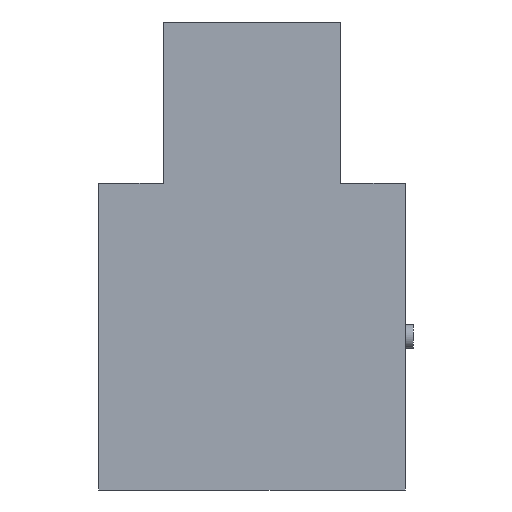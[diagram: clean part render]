
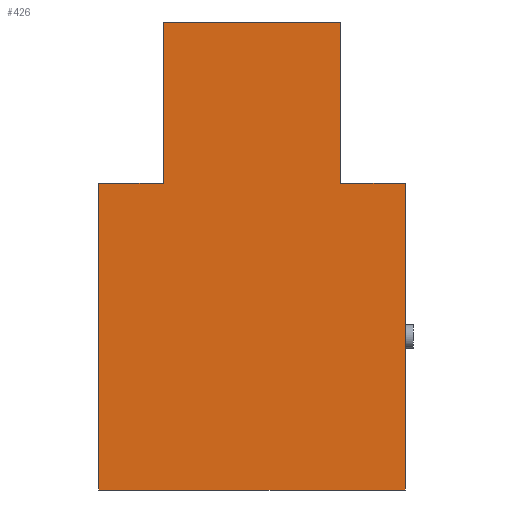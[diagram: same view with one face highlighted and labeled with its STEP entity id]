
A CAD part, front view. The second image highlights one B-rep face of the part: STEP entity #426.
In plain terms, the highlighted planar face has unit normal (0, -1, 0).
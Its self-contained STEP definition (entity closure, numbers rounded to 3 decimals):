
#7 = CARTESIAN_POINT ( 'NONE',  ( -11., 0., 39. ) ) ;
#8 = CARTESIAN_POINT ( 'NONE',  ( -11., 0., 19. ) ) ;
#21 = CARTESIAN_POINT ( 'NONE',  ( -11., 0., 39. ) ) ;
#30 = LINE ( 'NONE', #661, #94 ) ;
#32 = LINE ( 'NONE', #36, #141 ) ;
#36 = CARTESIAN_POINT ( 'NONE',  ( 11., 0., 39. ) ) ;
#60 = LINE ( 'NONE', #7, #385 ) ;
#86 = LINE ( 'NONE', #511, #355 ) ;
#93 = VERTEX_POINT ( 'NONE', #348 ) ;
#94 = VECTOR ( 'NONE', #465, 1000. ) ;
#96 = VERTEX_POINT ( 'NONE', #240 ) ;
#97 = ORIENTED_EDGE ( 'NONE', *, *, #616, .T. ) ;
#105 = VERTEX_POINT ( 'NONE', #280 ) ;
#110 = EDGE_LOOP ( 'NONE', ( #627, #457, #538, #410, #177, #238, #97, #374 ) ) ;
#113 = VERTEX_POINT ( 'NONE', #21 ) ;
#128 = CARTESIAN_POINT ( 'NONE',  ( -19., 0., -19. ) ) ;
#141 = VECTOR ( 'NONE', #489, 1000. ) ;
#173 = LINE ( 'NONE', #128, #233 ) ;
#177 = ORIENTED_EDGE ( 'NONE', *, *, #573, .F. ) ;
#190 = EDGE_CURVE ( 'NONE', #93, #529, #173, .T. ) ;
#205 = EDGE_CURVE ( 'NONE', #529, #671, #227, .T. ) ;
#225 = EDGE_CURVE ( 'NONE', #113, #105, #86, .T. ) ;
#227 = LINE ( 'NONE', #411, #341 ) ;
#231 = DIRECTION ( 'NONE',  ( 0., 0., 1. ) ) ;
#233 = VECTOR ( 'NONE', #231, 1000. ) ;
#238 = ORIENTED_EDGE ( 'NONE', *, *, #225, .F. ) ;
#240 = CARTESIAN_POINT ( 'NONE',  ( 19., 0., 19. ) ) ;
#279 = CARTESIAN_POINT ( 'NONE',  ( -19., 0., 19. ) ) ;
#280 = CARTESIAN_POINT ( 'NONE',  ( 11., 0., 39. ) ) ;
#282 = CARTESIAN_POINT ( 'NONE',  ( 0., 0., 0. ) ) ;
#289 = DIRECTION ( 'NONE',  ( 1., 0., 0. ) ) ;
#309 = EDGE_CURVE ( 'NONE', #96, #524, #30, .T. ) ;
#312 = DIRECTION ( 'NONE',  ( 1., 0., 0. ) ) ;
#315 = CARTESIAN_POINT ( 'NONE',  ( 11., 0., 19. ) ) ;
#319 = LINE ( 'NONE', #625, #642 ) ;
#323 = PLANE ( 'NONE',  #363 ) ;
#331 = EDGE_CURVE ( 'NONE', #524, #93, #319, .T. ) ;
#333 = CARTESIAN_POINT ( 'NONE',  ( 19., 0., -19. ) ) ;
#336 = VERTEX_POINT ( 'NONE', #315 ) ;
#341 = VECTOR ( 'NONE', #455, 1000. ) ;
#345 = VECTOR ( 'NONE', #312, 1000. ) ;
#348 = CARTESIAN_POINT ( 'NONE',  ( -19., 0., -19. ) ) ;
#355 = VECTOR ( 'NONE', #289, 1000. ) ;
#363 = AXIS2_PLACEMENT_3D ( 'NONE', #282, #409, #602 ) ;
#370 = CARTESIAN_POINT ( 'NONE',  ( -19., 0., 19. ) ) ;
#374 = ORIENTED_EDGE ( 'NONE', *, *, #205, .F. ) ;
#385 = VECTOR ( 'NONE', #639, 1000. ) ;
#388 = LINE ( 'NONE', #370, #345 ) ;
#409 = DIRECTION ( 'NONE',  ( 0., 1., 0. ) ) ;
#410 = ORIENTED_EDGE ( 'NONE', *, *, #623, .F. ) ;
#411 = CARTESIAN_POINT ( 'NONE',  ( -19., 0., 19. ) ) ;
#426 = ADVANCED_FACE ( 'NONE', ( #583 ), #323, .F. ) ;
#455 = DIRECTION ( 'NONE',  ( 1., 0., 0. ) ) ;
#457 = ORIENTED_EDGE ( 'NONE', *, *, #331, .F. ) ;
#465 = DIRECTION ( 'NONE',  ( 0., 0., -1. ) ) ;
#489 = DIRECTION ( 'NONE',  ( 0., 0., -1. ) ) ;
#511 = CARTESIAN_POINT ( 'NONE',  ( -11., 0., 39. ) ) ;
#524 = VERTEX_POINT ( 'NONE', #333 ) ;
#529 = VERTEX_POINT ( 'NONE', #279 ) ;
#538 = ORIENTED_EDGE ( 'NONE', *, *, #309, .F. ) ;
#573 = EDGE_CURVE ( 'NONE', #105, #336, #32, .T. ) ;
#583 = FACE_OUTER_BOUND ( 'NONE', #110, .T. ) ;
#602 = DIRECTION ( 'NONE',  ( 0., 0., 1. ) ) ;
#616 = EDGE_CURVE ( 'NONE', #113, #671, #60, .T. ) ;
#623 = EDGE_CURVE ( 'NONE', #336, #96, #388, .T. ) ;
#625 = CARTESIAN_POINT ( 'NONE',  ( -19., 0., -19. ) ) ;
#627 = ORIENTED_EDGE ( 'NONE', *, *, #190, .F. ) ;
#639 = DIRECTION ( 'NONE',  ( 0., 0., -1. ) ) ;
#642 = VECTOR ( 'NONE', #682, 1000. ) ;
#661 = CARTESIAN_POINT ( 'NONE',  ( 19., 0., -19. ) ) ;
#671 = VERTEX_POINT ( 'NONE', #8 ) ;
#682 = DIRECTION ( 'NONE',  ( -1., 0., 0. ) ) ;
